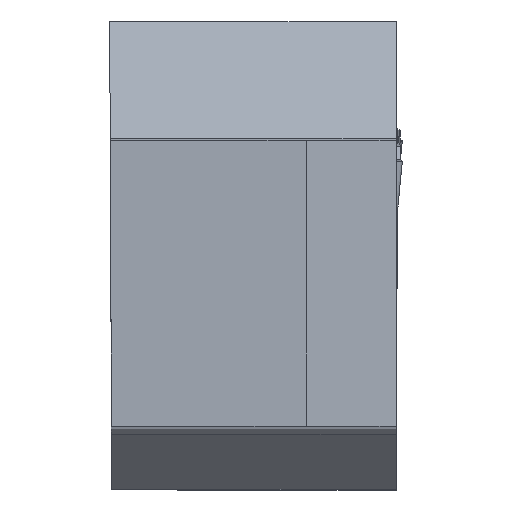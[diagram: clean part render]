
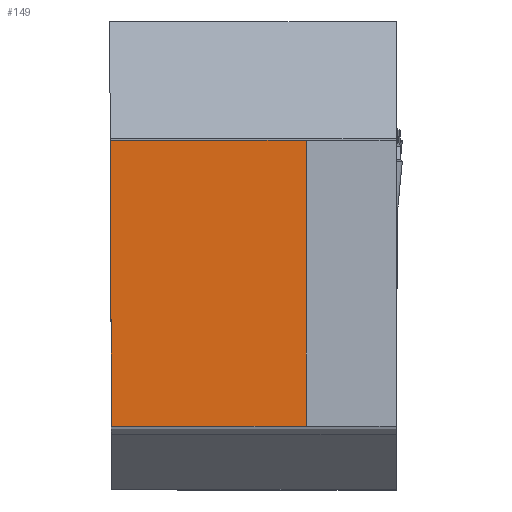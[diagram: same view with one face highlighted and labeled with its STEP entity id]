
A CAD part, top view. The second image highlights one B-rep face of the part: STEP entity #149.
In plain terms, the highlighted planar face has unit normal (0, 0, 1).
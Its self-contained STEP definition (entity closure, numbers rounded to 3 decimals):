
#149=ADVANCED_FACE('BLANK_BOXF006',(#300),#241,.T.);
#241=PLANE('',#2012);
#300=FACE_OUTER_BOUND('',#394,.T.);
#394=EDGE_LOOP('',(#657,#658,#659,#660));
#657=ORIENTED_EDGE('',*,*,#1337,.T.);
#658=ORIENTED_EDGE('',*,*,#1313,.T.);
#659=ORIENTED_EDGE('',*,*,#1338,.F.);
#660=ORIENTED_EDGE('',*,*,#1339,.F.);
#1137=VERTEX_POINT('',#2581);
#1138=VERTEX_POINT('',#2583);
#1151=VERTEX_POINT('',#2643);
#1152=VERTEX_POINT('',#2645);
#1313=EDGE_CURVE('',#1138,#1137,#1569,.T.);
#1337=EDGE_CURVE('',#1151,#1138,#1590,.T.);
#1338=EDGE_CURVE('',#1152,#1137,#1591,.T.);
#1339=EDGE_CURVE('',#1151,#1152,#1592,.T.);
#1569=LINE('',#2582,#1755);
#1590=LINE('',#2642,#1776);
#1591=LINE('',#2644,#1777);
#1592=LINE('',#2646,#1778);
#1755=VECTOR('',#2143,1.);
#1776=VECTOR('',#2184,1.);
#1777=VECTOR('',#2185,1.);
#1778=VECTOR('',#2186,1.);
#2012=AXIS2_PLACEMENT_3D('',#2647,#2187,#2188);
#2143=DIRECTION('',(0.004,-1.,0.));
#2184=DIRECTION('',(-1.,0.,0.));
#2185=DIRECTION('',(-1.,0.,0.));
#2186=DIRECTION('',(0.,-1.,0.));
#2187=DIRECTION('',(0.,0.,1.));
#2188=DIRECTION('',(1.,0.,0.));
#2581=CARTESIAN_POINT('',(0.041,0.,0.));
#2582=CARTESIAN_POINT('',(-0.022,14.546,0.));
#2583=CARTESIAN_POINT('',(0.,9.45,0.));
#2642=CARTESIAN_POINT('',(-22.,9.45,0.));
#2643=CARTESIAN_POINT('',(6.476,9.45,0.));
#2644=CARTESIAN_POINT('',(-22.,0.,0.));
#2645=CARTESIAN_POINT('',(6.476,0.,0.));
#2646=CARTESIAN_POINT('',(6.476,0.,0.));
#2647=CARTESIAN_POINT('',(-22.,14.45,0.));
